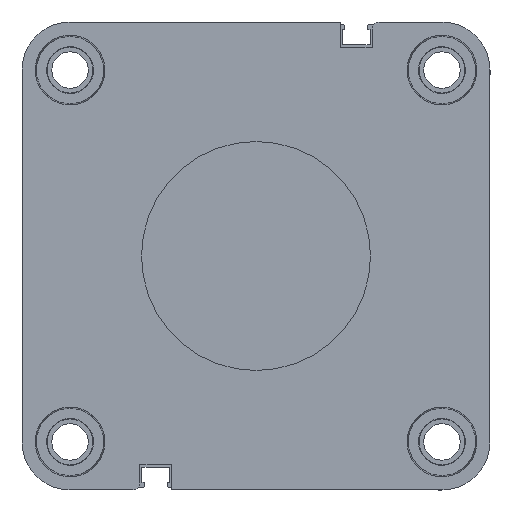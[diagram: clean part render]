
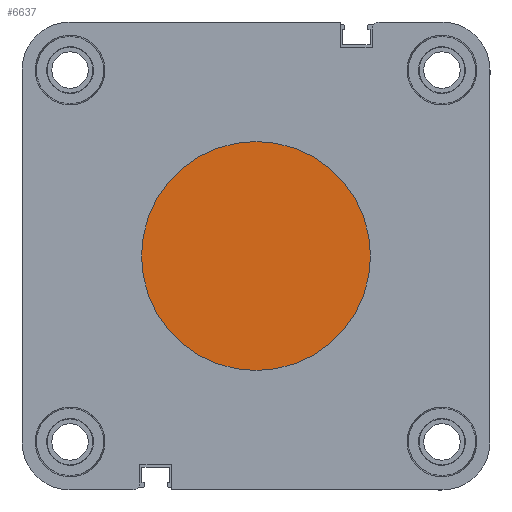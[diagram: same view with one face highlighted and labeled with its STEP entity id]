
A CAD part, left-side view. The second image highlights one B-rep face of the part: STEP entity #6637.
In plain terms, the highlighted planar face has unit normal (-1, 0, 0).
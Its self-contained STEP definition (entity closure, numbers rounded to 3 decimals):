
#418 = AXIS2_PLACEMENT_3D ( 'NONE', #3958, #9815, #1619 ) ;
#732 = CARTESIAN_POINT ( 'NONE',  ( 0., 0., 0. ) ) ;
#1619 = DIRECTION ( 'NONE',  ( 0., 0., 1. ) ) ;
#1776 = ORIENTED_EDGE ( 'NONE', *, *, #14400, .T. ) ;
#2275 = CARTESIAN_POINT ( 'NONE',  ( 0., 0., 27.4 ) ) ;
#2783 = ORIENTED_EDGE ( 'NONE', *, *, #5935, .T. ) ;
#2784 = AXIS2_PLACEMENT_3D ( 'NONE', #4800, #10787, #3663 ) ;
#3503 = CARTESIAN_POINT ( 'NONE',  ( 0., 0., -27.4 ) ) ;
#3663 = DIRECTION ( 'NONE',  ( 0., 0., 1. ) ) ;
#3958 = CARTESIAN_POINT ( 'NONE',  ( 0., 0., 0. ) ) ;
#4800 = CARTESIAN_POINT ( 'NONE',  ( 0., 0., 0. ) ) ;
#5935 = EDGE_CURVE ( 'NONE', #13401, #9021, #6208, .T. ) ;
#6196 = FACE_OUTER_BOUND ( 'NONE', #13478, .T. ) ;
#6208 = CIRCLE ( 'NONE', #2784, 27.4 ) ;
#6637 = ADVANCED_FACE ( 'NONE', ( #6196 ), #14705, .T. ) ;
#8405 = CIRCLE ( 'NONE', #418, 27.4 ) ;
#8893 = DIRECTION ( 'NONE',  ( -1., 0., 0. ) ) ;
#9021 = VERTEX_POINT ( 'NONE', #3503 ) ;
#9815 = DIRECTION ( 'NONE',  ( -1., 0., 0. ) ) ;
#10787 = DIRECTION ( 'NONE',  ( -1., 0., 0. ) ) ;
#12517 = DIRECTION ( 'NONE',  ( 0., 0., 1. ) ) ;
#13401 = VERTEX_POINT ( 'NONE', #2275 ) ;
#13478 = EDGE_LOOP ( 'NONE', ( #2783, #1776 ) ) ;
#13658 = AXIS2_PLACEMENT_3D ( 'NONE', #732, #8893, #12517 ) ;
#14400 = EDGE_CURVE ( 'NONE', #9021, #13401, #8405, .T. ) ;
#14705 = PLANE ( 'NONE',  #13658 ) ;
